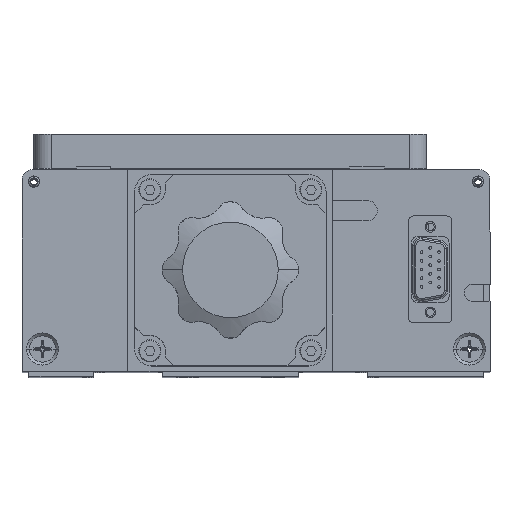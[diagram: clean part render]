
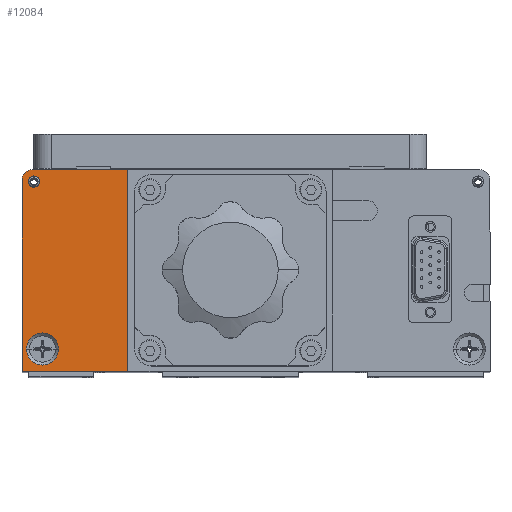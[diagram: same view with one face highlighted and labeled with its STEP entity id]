
A CAD part, top view. The second image highlights one B-rep face of the part: STEP entity #12084.
In plain terms, the highlighted planar face has unit normal (0, 0, 1).
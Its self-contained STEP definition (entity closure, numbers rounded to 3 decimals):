
#586 = CIRCLE ( 'NONE', #34687, 4.7 ) ;
#596 = CARTESIAN_POINT ( 'NONE',  ( -40.611, 50.082, 115. ) ) ;
#820 = LINE ( 'NONE', #16872, #7789 ) ;
#946 = VERTEX_POINT ( 'NONE', #18839 ) ;
#1006 = DIRECTION ( 'NONE',  ( 0., 0., 1. ) ) ;
#1563 = CARTESIAN_POINT ( 'NONE',  ( -68.611, 47.082, 115. ) ) ;
#1929 = VERTEX_POINT ( 'NONE', #8783 ) ;
#2622 = DIRECTION ( 'NONE',  ( 1., 0., 0. ) ) ;
#2935 = DIRECTION ( 'NONE',  ( 0., 0., 1. ) ) ;
#3541 = EDGE_CURVE ( 'NONE', #14935, #14484, #586, .T. ) ;
#3920 = DIRECTION ( 'NONE',  ( 0., -1., 0. ) ) ;
#4563 = DIRECTION ( 'NONE',  ( 1., 0., 0. ) ) ;
#5477 = EDGE_CURVE ( 'NONE', #24101, #37529, #17432, .T. ) ;
#6089 = DIRECTION ( 'NONE',  ( 0., 0., 1. ) ) ;
#6274 = DIRECTION ( 'NONE',  ( 0., 0., 1. ) ) ;
#7789 = VECTOR ( 'NONE', #31665, 1000. ) ;
#7935 = EDGE_LOOP ( 'NONE', ( #12232, #19591 ) ) ;
#8783 = CARTESIAN_POINT ( 'NONE',  ( -40.611, -8.918, 115. ) ) ;
#9165 = AXIS2_PLACEMENT_3D ( 'NONE', #18700, #1006, #21691 ) ;
#9582 = VECTOR ( 'NONE', #21220, 1000. ) ;
#9760 = CARTESIAN_POINT ( 'NONE',  ( -40.611, 50.082, 115. ) ) ;
#10022 = EDGE_CURVE ( 'NONE', #29719, #36024, #19234, .T. ) ;
#10266 = EDGE_LOOP ( 'NONE', ( #17795, #35785, #28687, #23536, #28102 ) ) ;
#10488 = VECTOR ( 'NONE', #21163, 1000. ) ;
#12084 = ADVANCED_FACE ( 'NONE', ( #37250, #36370, #20586 ), #20670, .T. ) ;
#12232 = ORIENTED_EDGE ( 'NONE', *, *, #14597, .F. ) ;
#12814 = AXIS2_PLACEMENT_3D ( 'NONE', #38045, #20341, #2622 ) ;
#14115 = EDGE_CURVE ( 'NONE', #37529, #1929, #18306, .T. ) ;
#14484 = VERTEX_POINT ( 'NONE', #37859 ) ;
#14597 = EDGE_CURVE ( 'NONE', #946, #25843, #23327, .T. ) ;
#14935 = VERTEX_POINT ( 'NONE', #25162 ) ;
#15001 = CARTESIAN_POINT ( 'NONE',  ( -68.611, 50.082, 115. ) ) ;
#16872 = CARTESIAN_POINT ( 'NONE',  ( -40.611, 50.082, 115. ) ) ;
#17432 = LINE ( 'NONE', #24605, #25319 ) ;
#17795 = ORIENTED_EDGE ( 'NONE', *, *, #33175, .T. ) ;
#18125 = ORIENTED_EDGE ( 'NONE', *, *, #29043, .F. ) ;
#18306 = LINE ( 'NONE', #30180, #9582 ) ;
#18700 = CARTESIAN_POINT ( 'NONE',  ( -68.111, 46.582, 115. ) ) ;
#18839 = CARTESIAN_POINT ( 'NONE',  ( -69.761, 46.582, 115. ) ) ;
#19234 = LINE ( 'NONE', #596, #10488 ) ;
#19591 = ORIENTED_EDGE ( 'NONE', *, *, #36628, .F. ) ;
#20295 = CIRCLE ( 'NONE', #12814, 4.7 ) ;
#20341 = DIRECTION ( 'NONE',  ( 0., 0., 1. ) ) ;
#20586 = FACE_BOUND ( 'NONE', #7935, .T. ) ;
#20670 = PLANE ( 'NONE',  #30898 ) ;
#20674 = CARTESIAN_POINT ( 'NONE',  ( -68.111, 46.582, 115. ) ) ;
#20925 = EDGE_CURVE ( 'NONE', #1929, #29719, #820, .T. ) ;
#21163 = DIRECTION ( 'NONE',  ( -1., 0., 0. ) ) ;
#21220 = DIRECTION ( 'NONE',  ( 1., 0., 0. ) ) ;
#21691 = DIRECTION ( 'NONE',  ( 1., 0., 0. ) ) ;
#22246 = DIRECTION ( 'NONE',  ( 0., 0., 1. ) ) ;
#22307 = ORIENTED_EDGE ( 'NONE', *, *, #3541, .F. ) ;
#23267 = CIRCLE ( 'NONE', #34038, 3. ) ;
#23327 = CIRCLE ( 'NONE', #37455, 1.65 ) ;
#23536 = ORIENTED_EDGE ( 'NONE', *, *, #20925, .T. ) ;
#23542 = CIRCLE ( 'NONE', #9165, 1.65 ) ;
#23659 = DIRECTION ( 'NONE',  ( 1., 0., 0. ) ) ;
#23773 = CARTESIAN_POINT ( 'NONE',  ( -68.611, 47.082, 115. ) ) ;
#23985 = CARTESIAN_POINT ( 'NONE',  ( -65.611, -2.418, 115. ) ) ;
#24101 = VERTEX_POINT ( 'NONE', #24825 ) ;
#24605 = CARTESIAN_POINT ( 'NONE',  ( -71.611, 47.082, 115. ) ) ;
#24825 = CARTESIAN_POINT ( 'NONE',  ( -71.611, 47.082, 115. ) ) ;
#25162 = CARTESIAN_POINT ( 'NONE',  ( -60.911, -2.418, 115. ) ) ;
#25319 = VECTOR ( 'NONE', #3920, 1000. ) ;
#25843 = VERTEX_POINT ( 'NONE', #37231 ) ;
#26759 = DIRECTION ( 'NONE',  ( 1., 0., 0. ) ) ;
#26953 = DIRECTION ( 'NONE',  ( 1., 0., 0. ) ) ;
#28102 = ORIENTED_EDGE ( 'NONE', *, *, #10022, .T. ) ;
#28687 = ORIENTED_EDGE ( 'NONE', *, *, #14115, .T. ) ;
#29043 = EDGE_CURVE ( 'NONE', #14484, #14935, #20295, .T. ) ;
#29719 = VERTEX_POINT ( 'NONE', #9760 ) ;
#30180 = CARTESIAN_POINT ( 'NONE',  ( -40.611, -8.918, 115. ) ) ;
#30898 = AXIS2_PLACEMENT_3D ( 'NONE', #23773, #6089, #26759 ) ;
#31531 = EDGE_LOOP ( 'NONE', ( #22307, #18125 ) ) ;
#31665 = DIRECTION ( 'NONE',  ( 0., 1., 0. ) ) ;
#33175 = EDGE_CURVE ( 'NONE', #36024, #24101, #23267, .T. ) ;
#34038 = AXIS2_PLACEMENT_3D ( 'NONE', #1563, #22246, #4563 ) ;
#34687 = AXIS2_PLACEMENT_3D ( 'NONE', #23985, #6274, #26953 ) ;
#35121 = CARTESIAN_POINT ( 'NONE',  ( -71.611, -8.918, 115. ) ) ;
#35785 = ORIENTED_EDGE ( 'NONE', *, *, #5477, .T. ) ;
#36024 = VERTEX_POINT ( 'NONE', #15001 ) ;
#36370 = FACE_OUTER_BOUND ( 'NONE', #10266, .T. ) ;
#36628 = EDGE_CURVE ( 'NONE', #25843, #946, #23542, .T. ) ;
#37231 = CARTESIAN_POINT ( 'NONE',  ( -66.461, 46.582, 115. ) ) ;
#37250 = FACE_BOUND ( 'NONE', #31531, .T. ) ;
#37455 = AXIS2_PLACEMENT_3D ( 'NONE', #20674, #2935, #23659 ) ;
#37529 = VERTEX_POINT ( 'NONE', #35121 ) ;
#37859 = CARTESIAN_POINT ( 'NONE',  ( -70.311, -2.418, 115. ) ) ;
#38045 = CARTESIAN_POINT ( 'NONE',  ( -65.611, -2.418, 115. ) ) ;
